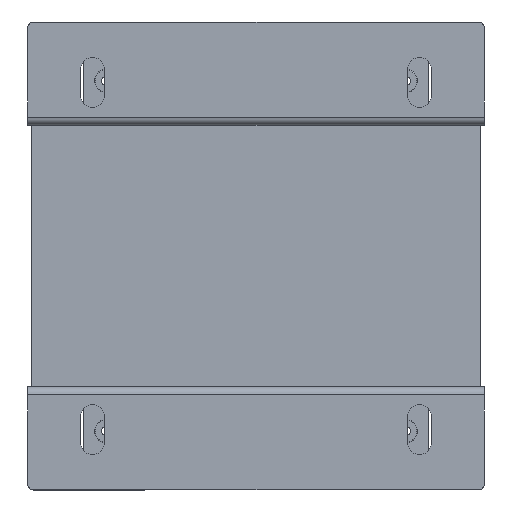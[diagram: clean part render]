
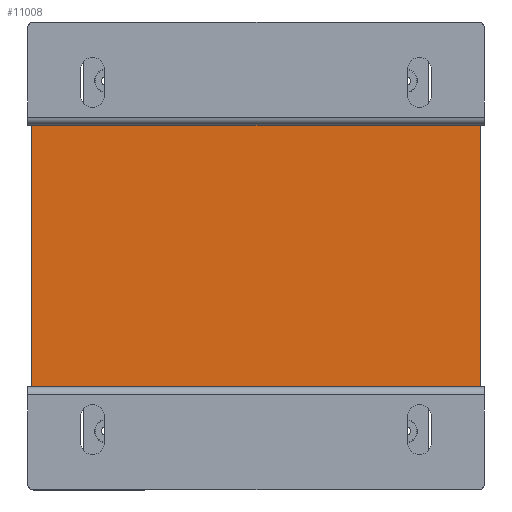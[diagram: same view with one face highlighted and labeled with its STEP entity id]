
A CAD part, front view. The second image highlights one B-rep face of the part: STEP entity #11008.
In plain terms, the highlighted planar face has unit normal (0, -1, 0).
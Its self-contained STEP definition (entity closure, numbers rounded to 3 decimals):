
#383 = DIRECTION ( 'NONE',  ( 0., 0., -1. ) ) ;
#943 = VERTEX_POINT ( 'NONE', #84240 ) ;
#1924 = CARTESIAN_POINT ( 'NONE',  ( -87.101, -63.5, 88.9 ) ) ;
#5171 = CARTESIAN_POINT ( 'NONE',  ( 65.299, -63.5, 88.9 ) ) ;
#9366 = CARTESIAN_POINT ( 'NONE',  ( -87.101, -63.5, 88.9 ) ) ;
#11008 = ADVANCED_FACE ( 'NONE', ( #107703 ), #83775, .F. ) ;
#16724 = CARTESIAN_POINT ( 'NONE',  ( -87.101, -63.5, 88.9 ) ) ;
#18452 = ORIENTED_EDGE ( 'NONE', *, *, #108937, .T. ) ;
#24695 = VECTOR ( 'NONE', #383, 1000. ) ;
#25132 = ORIENTED_EDGE ( 'NONE', *, *, #83699, .F. ) ;
#46806 = CARTESIAN_POINT ( 'NONE',  ( 65.299, -63.5, 88.9 ) ) ;
#47074 = CARTESIAN_POINT ( 'NONE',  ( -87.101, -63.5, 88.9 ) ) ;
#48432 = LINE ( 'NONE', #5171, #116694 ) ;
#50036 = CARTESIAN_POINT ( 'NONE',  ( -87.101, -63.5, 0. ) ) ;
#51116 = EDGE_CURVE ( 'NONE', #116972, #943, #62702, .T. ) ;
#62702 = LINE ( 'NONE', #1924, #24695 ) ;
#71291 = ORIENTED_EDGE ( 'NONE', *, *, #51116, .T. ) ;
#72443 = DIRECTION ( 'NONE',  ( 1., 0., 0. ) ) ;
#72780 = VECTOR ( 'NONE', #72443, 1000. ) ;
#74184 = DIRECTION ( 'NONE',  ( 0., 1., 0. ) ) ;
#83699 = EDGE_CURVE ( 'NONE', #140369, #85318, #48432, .T. ) ;
#83775 = PLANE ( 'NONE',  #122197 ) ;
#84240 = CARTESIAN_POINT ( 'NONE',  ( -87.101, -63.5, 0. ) ) ;
#85318 = VERTEX_POINT ( 'NONE', #130775 ) ;
#100149 = DIRECTION ( 'NONE',  ( 0., 0., -1. ) ) ;
#107703 = FACE_OUTER_BOUND ( 'NONE', #139906, .T. ) ;
#108937 = EDGE_CURVE ( 'NONE', #943, #85318, #109850, .T. ) ;
#109850 = LINE ( 'NONE', #50036, #148509 ) ;
#111428 = DIRECTION ( 'NONE',  ( 1., 0., 0. ) ) ;
#116694 = VECTOR ( 'NONE', #100149, 1000. ) ;
#116972 = VERTEX_POINT ( 'NONE', #16724 ) ;
#118736 = LINE ( 'NONE', #9366, #72780 ) ;
#119546 = ORIENTED_EDGE ( 'NONE', *, *, #155177, .F. ) ;
#122197 = AXIS2_PLACEMENT_3D ( 'NONE', #47074, #74184, #134131 ) ;
#130775 = CARTESIAN_POINT ( 'NONE',  ( 65.299, -63.5, 0. ) ) ;
#134131 = DIRECTION ( 'NONE',  ( 0., 0., 1. ) ) ;
#139906 = EDGE_LOOP ( 'NONE', ( #18452, #25132, #119546, #71291 ) ) ;
#140369 = VERTEX_POINT ( 'NONE', #46806 ) ;
#148509 = VECTOR ( 'NONE', #111428, 1000. ) ;
#155177 = EDGE_CURVE ( 'NONE', #116972, #140369, #118736, .T. ) ;
